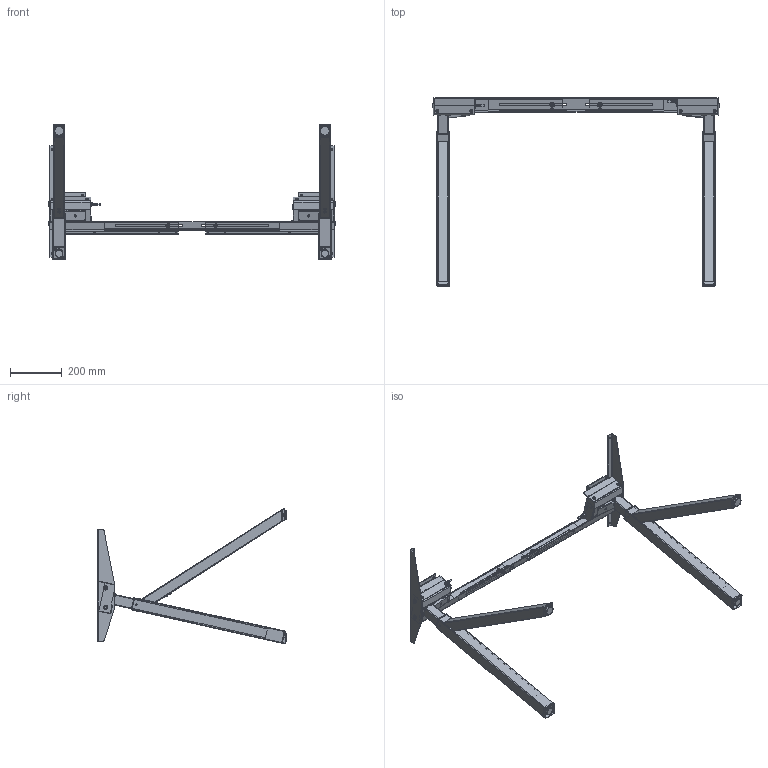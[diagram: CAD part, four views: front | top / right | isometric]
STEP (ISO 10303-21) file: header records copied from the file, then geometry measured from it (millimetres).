
FILE_DESCRIPTION (( 'STEP AP203' ), '1' );
FILE_NAME ('Revolution Y-2M, dummy_02_5190xx_.STEP', '2023-06-26T09:07:53', ( '' ), ( '' ), 'SwSTEP 2.0', 'SolidWorks 2021', '' );
FILE_SCHEMA (( 'CONFIG_CONTROL_DESIGN' ));
Length unit declared in the file: millimetre
Products named in the file (1): Revolution Y-2M, dummy_02_5190xx_
Bounding box: 1108.2 x 725 x 523.4 mm (x, y, z)
Surface area: 1259419.1 mm2 (no closed solid volume)
Topology: 0 solids, 433 shells, 1305 faces, 5845 edges, 4799 vertices
Faces by surface type: plane 600, cylinder 378, torus 109, bspline 102, cone 86, sphere 30
Entity records: 65487 total; most frequent: CARTESIAN_POINT 20849, DIRECTION 9150, ORIENTED_EDGE 7285, EDGE_CURVE 5812, VERTEX_POINT 4799, AXIS2_PLACEMENT_3D 3090, LINE 2970, VECTOR 2970
